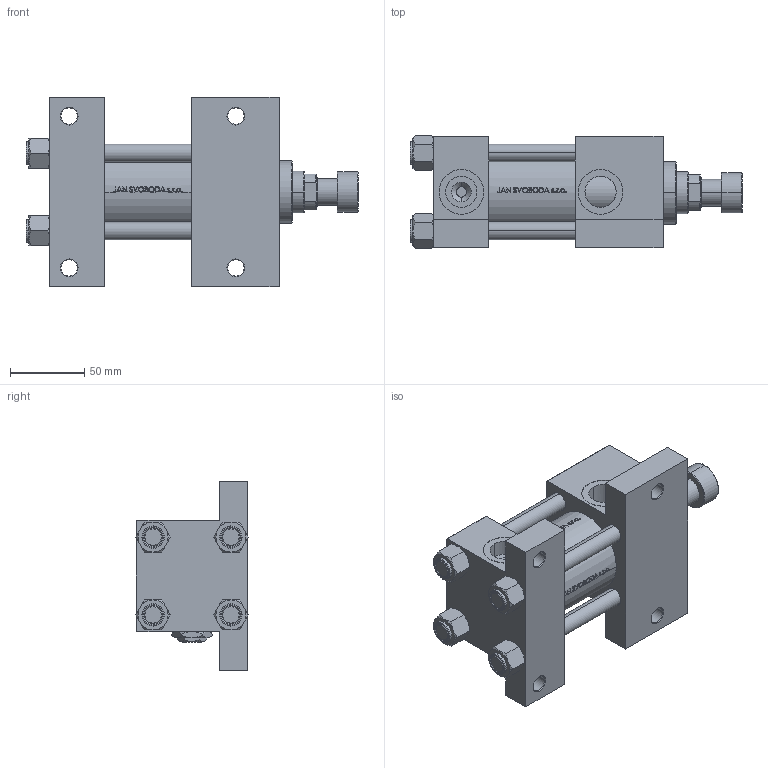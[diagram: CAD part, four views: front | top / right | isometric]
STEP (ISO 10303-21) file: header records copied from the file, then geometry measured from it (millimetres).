
FILE_DESCRIPTION (( 'STEP AP203' ), '1' );
FILE_NAME ('dbc4.STEP', '2024-10-23T10:47:49', ( '' ), ( '' ), 'SwSTEP 2.0', 'SolidWorks 2019', '' );
FILE_SCHEMA (( 'CONFIG_CONTROL_DESIGN' ));
Length unit declared in the file: millimetre
Products named in the file (8): V215CR_ROD_END_F 6759a7a1b7e4d9a6c28e39823d5ab977; V215CR_G_TYCINKA 6759a7a1b7e4d9a6c28e39823d5ab977; dbc4; Zatka_pro_OIL_PORT 6759a7a1b7e4d9a6c28e39823d5ab977; V215_VC_A 6759a7a1b7e4d9a6c28e39823d5ab977; V215CR_G_Body 6759a7a1b7e4d9a6c28e39823d5ab977; V215CR_VCP_G 6759a7a1b7e4d9a6c28e39823d5ab977; NUT_M5_G 6759a7a1b7e4d9a6c28e39823d5ab977
Assembly tree (14 placements, depth 2):
  dbc4
    V215CR_G_Body 6759a7a1b7e4d9a6c28e39823d5ab977
    V215CR_VCP_G 6759a7a1b7e4d9a6c28e39823d5ab977
    V215CR_G_TYCINKA 6759a7a1b7e4d9a6c28e39823d5ab977  x4
    NUT_M5_G 6759a7a1b7e4d9a6c28e39823d5ab977  x4
    V215_VC_A 6759a7a1b7e4d9a6c28e39823d5ab977
    V215CR_ROD_END_F 6759a7a1b7e4d9a6c28e39823d5ab977
    Zatka_pro_OIL_PORT 6759a7a1b7e4d9a6c28e39823d5ab977  x2
Bounding box: 223 x 75.54 x 127 mm (x, y, z)
Volume: 773950.4 mm3; surface area: 170819.5 mm2
Topology: 14 solids, 14 shells, 1197 faces, 2996 edges, 1917 vertices
Faces by surface type: plane 481, bspline 380, cone 188, cylinder 136, torus 12
Entity records: 49956 total; most frequent: CARTESIAN_POINT 26670, ORIENTED_EDGE 5292, DIRECTION 3344, EDGE_CURVE 2646, VERTEX_POINT 1715, LINE 1342, VECTOR 1342, EDGE_LOOP 1147
